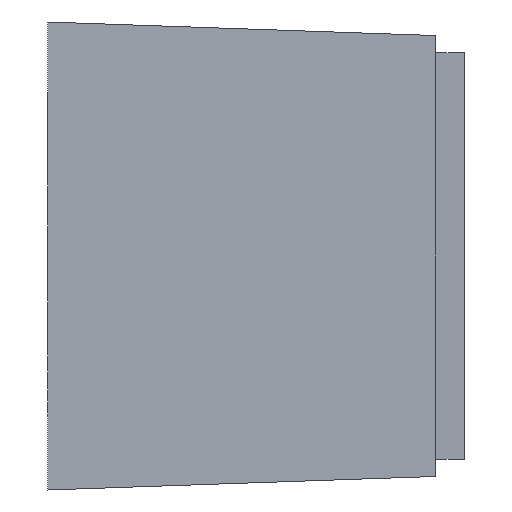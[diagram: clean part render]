
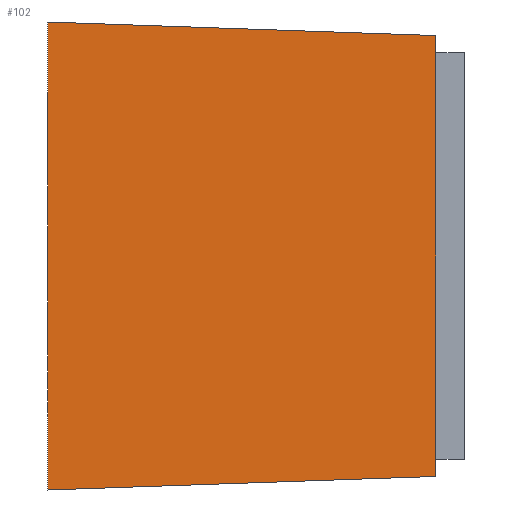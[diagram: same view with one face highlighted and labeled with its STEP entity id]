
A CAD part, front view. The second image highlights one B-rep face of the part: STEP entity #102.
In plain terms, the highlighted planar face has unit normal (0.035, -0.999, 0).
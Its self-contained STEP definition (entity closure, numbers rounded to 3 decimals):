
#75=FACE_OUTER_BOUND('',#289,.T.);
#102=ADVANCED_FACE('',(#75),#133,.T.);
#133=PLANE('',#613);
#156=LINE('',#890,#180);
#160=LINE('',#899,#184);
#163=LINE('',#913,#187);
#166=LINE('',#919,#190);
#180=VECTOR('',#724,1.);
#184=VECTOR('',#730,1.);
#187=VECTOR('',#743,1.);
#190=VECTOR('',#748,1.);
#289=EDGE_LOOP('',(#392,#393,#394,#395));
#392=ORIENTED_EDGE('',*,*,#526,.F.);
#393=ORIENTED_EDGE('',*,*,#512,.T.);
#394=ORIENTED_EDGE('',*,*,#516,.T.);
#395=ORIENTED_EDGE('',*,*,#523,.F.);
#460=VERTEX_POINT('',#891);
#461=VERTEX_POINT('',#892);
#464=VERTEX_POINT('',#900);
#470=VERTEX_POINT('',#914);
#512=EDGE_CURVE('',#460,#461,#156,.T.);
#516=EDGE_CURVE('',#461,#464,#160,.T.);
#523=EDGE_CURVE('',#470,#464,#163,.T.);
#526=EDGE_CURVE('',#460,#470,#166,.T.);
#613=AXIS2_PLACEMENT_3D('',#920,#749,#750);
#724=DIRECTION('',(0.,0.,1.));
#730=DIRECTION('',(-0.999,-0.035,0.035));
#743=DIRECTION('',(0.,0.,1.));
#748=DIRECTION('',(-0.999,-0.035,-0.035));
#749=DIRECTION('',(0.035,-0.999,0.));
#750=DIRECTION('',(0.999,0.035,0.));
#890=CARTESIAN_POINT('',(16.5,-20.524,-9.95));
#891=CARTESIAN_POINT('',(16.5,-20.524,-9.374));
#892=CARTESIAN_POINT('',(16.5,-20.524,9.374));
#899=CARTESIAN_POINT('',(0.693,-21.076,9.926));
#900=CARTESIAN_POINT('',(0.,-21.1,9.95));
#913=CARTESIAN_POINT('',(0.,-21.1,-9.95));
#914=CARTESIAN_POINT('',(0.,-21.1,-9.95));
#919=CARTESIAN_POINT('',(1.47,-21.049,-9.899));
#920=CARTESIAN_POINT('',(0.,-21.1,-9.95));
